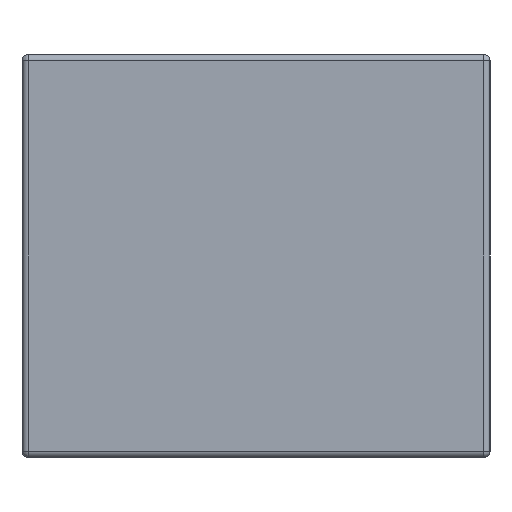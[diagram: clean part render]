
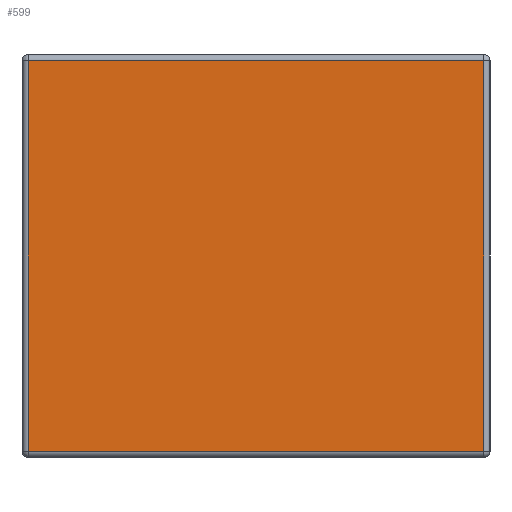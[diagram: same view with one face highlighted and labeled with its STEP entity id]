
A CAD part, left-side view. The second image highlights one B-rep face of the part: STEP entity #599.
In plain terms, the highlighted planar face has unit normal (-1, 0, 0).
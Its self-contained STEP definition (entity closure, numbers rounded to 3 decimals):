
#17 = CARTESIAN_POINT ( 'NONE',  ( -1., 1.43, -0.625 ) ) ;
#34 = VERTEX_POINT ( 'NONE', #1143 ) ;
#80 = CARTESIAN_POINT ( 'NONE',  ( -1., 1.45, -0.605 ) ) ;
#122 = VECTOR ( 'NONE', #419, 1000. ) ;
#153 = CARTESIAN_POINT ( 'NONE',  ( -1., 1.45, 0.625 ) ) ;
#158 = CARTESIAN_POINT ( 'NONE',  ( -1., 1.43, -0.605 ) ) ;
#180 = FACE_OUTER_BOUND ( 'NONE', #930, .T. ) ;
#200 = ORIENTED_EDGE ( 'NONE', *, *, #531, .T. ) ;
#215 = VERTEX_POINT ( 'NONE', #1225 ) ;
#216 = CARTESIAN_POINT ( 'NONE',  ( -1., 0.02, 0.625 ) ) ;
#258 = VERTEX_POINT ( 'NONE', #158 ) ;
#318 = LINE ( 'NONE', #17, #1271 ) ;
#349 = DIRECTION ( 'NONE',  ( 0., 0., -1. ) ) ;
#372 = DIRECTION ( 'NONE',  ( 0., 0., -1. ) ) ;
#419 = DIRECTION ( 'NONE',  ( 0., 0., 1. ) ) ;
#448 = VERTEX_POINT ( 'NONE', #532 ) ;
#449 = CARTESIAN_POINT ( 'NONE',  ( -1., 1.45, 0.605 ) ) ;
#496 = AXIS2_PLACEMENT_3D ( 'NONE', #153, #895, #372 ) ;
#531 = EDGE_CURVE ( 'NONE', #215, #258, #318, .T. ) ;
#532 = CARTESIAN_POINT ( 'NONE',  ( -1., 0.02, -0.605 ) ) ;
#550 = EDGE_CURVE ( 'NONE', #34, #215, #1131, .T. ) ;
#569 = LINE ( 'NONE', #80, #1245 ) ;
#599 = ADVANCED_FACE ( 'NONE', ( #180 ), #676, .F. ) ;
#621 = LINE ( 'NONE', #216, #122 ) ;
#676 = PLANE ( 'NONE',  #496 ) ;
#841 = EDGE_CURVE ( 'NONE', #448, #34, #621, .T. ) ;
#890 = DIRECTION ( 'NONE',  ( 0., 1., 0. ) ) ;
#895 = DIRECTION ( 'NONE',  ( 1., 0., 0. ) ) ;
#930 = EDGE_LOOP ( 'NONE', ( #1292, #200, #1103, #959 ) ) ;
#959 = ORIENTED_EDGE ( 'NONE', *, *, #841, .T. ) ;
#975 = VECTOR ( 'NONE', #890, 1000. ) ;
#1103 = ORIENTED_EDGE ( 'NONE', *, *, #1108, .T. ) ;
#1108 = EDGE_CURVE ( 'NONE', #258, #448, #569, .T. ) ;
#1131 = LINE ( 'NONE', #449, #975 ) ;
#1142 = DIRECTION ( 'NONE',  ( 0., -1., 0. ) ) ;
#1143 = CARTESIAN_POINT ( 'NONE',  ( -1., 0.02, 0.605 ) ) ;
#1225 = CARTESIAN_POINT ( 'NONE',  ( -1., 1.43, 0.605 ) ) ;
#1245 = VECTOR ( 'NONE', #1142, 1000. ) ;
#1271 = VECTOR ( 'NONE', #349, 1000. ) ;
#1292 = ORIENTED_EDGE ( 'NONE', *, *, #550, .T. ) ;
